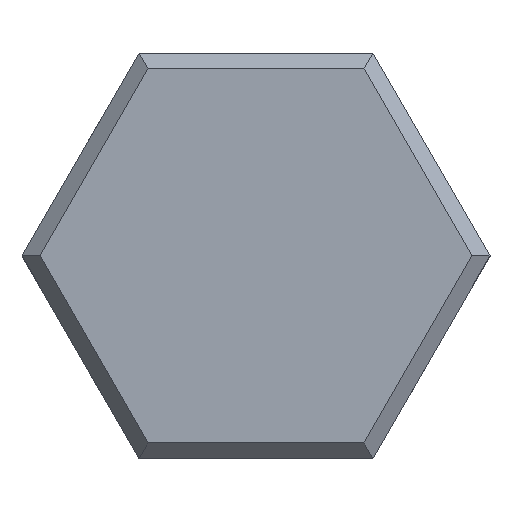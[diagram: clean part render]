
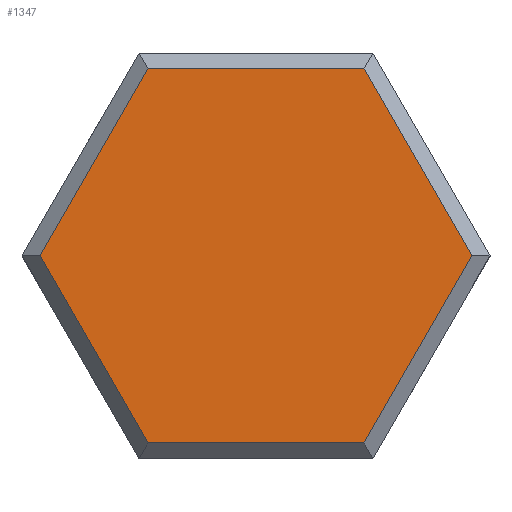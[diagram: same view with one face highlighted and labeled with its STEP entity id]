
A CAD part, top view. The second image highlights one B-rep face of the part: STEP entity #1347.
In plain terms, the highlighted planar face has unit normal (0, 0, 1).
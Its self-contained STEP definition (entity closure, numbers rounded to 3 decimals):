
#14 = EDGE_CURVE ( 'NONE', #776, #3438, #2857, .T. ) ;
#41 = CARTESIAN_POINT ( 'NONE',  ( 7.5, -11.99, 9.5 ) ) ;
#97 = CARTESIAN_POINT ( 'NONE',  ( 13.845, 0., 9.5 ) ) ;
#183 = CARTESIAN_POINT ( 'NONE',  ( -6.634, -12.49, 9.5 ) ) ;
#285 = ORIENTED_EDGE ( 'NONE', *, *, #881, .T. ) ;
#361 = ORIENTED_EDGE ( 'NONE', *, *, #1364, .T. ) ;
#393 = VERTEX_POINT ( 'NONE', #97 ) ;
#412 = CARTESIAN_POINT ( 'NONE',  ( -7.5, 11.99, 9.5 ) ) ;
#419 = EDGE_LOOP ( 'NONE', ( #2560, #3534, #1075, #361, #285, #575 ) ) ;
#451 = DIRECTION ( 'NONE',  ( -0.5, -0.866, 0. ) ) ;
#519 = VECTOR ( 'NONE', #3040, 1000. ) ;
#567 = EDGE_CURVE ( 'NONE', #393, #3444, #2536, .T. ) ;
#575 = ORIENTED_EDGE ( 'NONE', *, *, #567, .T. ) ;
#615 = PLANE ( 'NONE',  #905 ) ;
#632 = CARTESIAN_POINT ( 'NONE',  ( 0., 0., 9.5 ) ) ;
#744 = DIRECTION ( 'NONE',  ( -0.5, 0.866, 0. ) ) ;
#776 = VERTEX_POINT ( 'NONE', #1817 ) ;
#881 = EDGE_CURVE ( 'NONE', #2761, #393, #1519, .T. ) ;
#905 = AXIS2_PLACEMENT_3D ( 'NONE', #632, #3880, #3629 ) ;
#916 = LINE ( 'NONE', #41, #519 ) ;
#1044 = CARTESIAN_POINT ( 'NONE',  ( 6.634, 12.49, 9.5 ) ) ;
#1075 = ORIENTED_EDGE ( 'NONE', *, *, #3630, .T. ) ;
#1092 = VECTOR ( 'NONE', #744, 1000. ) ;
#1243 = DIRECTION ( 'NONE',  ( 0.5, 0.866, 0. ) ) ;
#1347 = ADVANCED_FACE ( 'NONE', ( #3278 ), #615, .T. ) ;
#1364 = EDGE_CURVE ( 'NONE', #3730, #2761, #916, .T. ) ;
#1519 = LINE ( 'NONE', #3325, #1655 ) ;
#1655 = VECTOR ( 'NONE', #1243, 1000. ) ;
#1817 = CARTESIAN_POINT ( 'NONE',  ( -6.923, 11.99, 9.5 ) ) ;
#1999 = DIRECTION ( 'NONE',  ( 0.5, -0.866, 0. ) ) ;
#2173 = LINE ( 'NONE', #412, #2672 ) ;
#2222 = VECTOR ( 'NONE', #451, 1000. ) ;
#2521 = CARTESIAN_POINT ( 'NONE',  ( -6.923, -11.99, 9.5 ) ) ;
#2536 = LINE ( 'NONE', #1044, #1092 ) ;
#2560 = ORIENTED_EDGE ( 'NONE', *, *, #3884, .T. ) ;
#2605 = LINE ( 'NONE', #183, #3737 ) ;
#2672 = VECTOR ( 'NONE', #3430, 1000. ) ;
#2761 = VERTEX_POINT ( 'NONE', #3323 ) ;
#2857 = LINE ( 'NONE', #3490, #2222 ) ;
#3040 = DIRECTION ( 'NONE',  ( 1., 0., 0. ) ) ;
#3278 = FACE_OUTER_BOUND ( 'NONE', #419, .T. ) ;
#3285 = CARTESIAN_POINT ( 'NONE',  ( -13.845, 0., 9.5 ) ) ;
#3323 = CARTESIAN_POINT ( 'NONE',  ( 6.923, -11.99, 9.5 ) ) ;
#3325 = CARTESIAN_POINT ( 'NONE',  ( 14.134, 0.5, 9.5 ) ) ;
#3359 = CARTESIAN_POINT ( 'NONE',  ( 6.923, 11.99, 9.5 ) ) ;
#3430 = DIRECTION ( 'NONE',  ( -1., 0., 0. ) ) ;
#3438 = VERTEX_POINT ( 'NONE', #3285 ) ;
#3444 = VERTEX_POINT ( 'NONE', #3359 ) ;
#3490 = CARTESIAN_POINT ( 'NONE',  ( -14.134, -0.5, 9.5 ) ) ;
#3534 = ORIENTED_EDGE ( 'NONE', *, *, #14, .T. ) ;
#3629 = DIRECTION ( 'NONE',  ( 1., 0., 0. ) ) ;
#3630 = EDGE_CURVE ( 'NONE', #3438, #3730, #2605, .T. ) ;
#3730 = VERTEX_POINT ( 'NONE', #2521 ) ;
#3737 = VECTOR ( 'NONE', #1999, 1000. ) ;
#3880 = DIRECTION ( 'NONE',  ( 0., 0., 1. ) ) ;
#3884 = EDGE_CURVE ( 'NONE', #3444, #776, #2173, .T. ) ;
